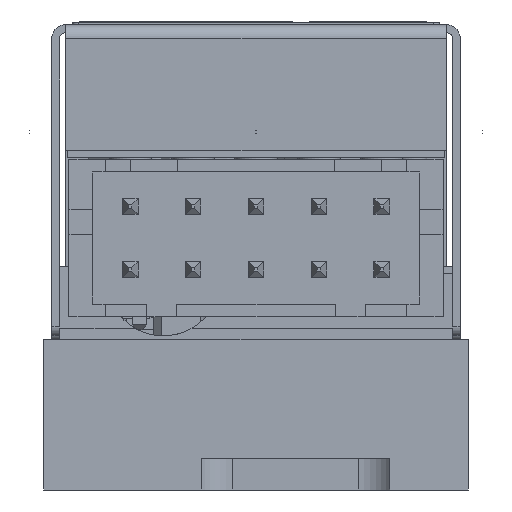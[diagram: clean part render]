
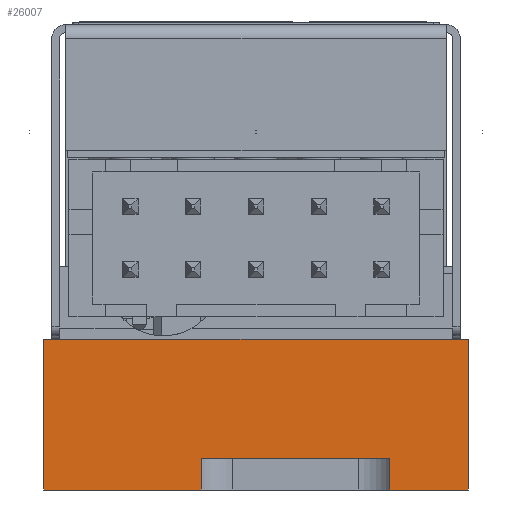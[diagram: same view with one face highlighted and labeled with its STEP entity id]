
A CAD part, front view. The second image highlights one B-rep face of the part: STEP entity #26007.
In plain terms, the highlighted planar face has unit normal (0, -1, 0).
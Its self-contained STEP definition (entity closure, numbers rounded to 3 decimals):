
#26007=ADVANCED_FACE('',(#38333),#32605,.T.);
#32605=PLANE('',#144151);
#38333=FACE_OUTER_BOUND('',#45330,.T.);
#45330=EDGE_LOOP('',(#60746,#60747,#60748,#60749,#60750,#60751,#60752,#60753));
#60746=ORIENTED_EDGE('',*,*,#101404,.F.);
#60747=ORIENTED_EDGE('',*,*,#101405,.F.);
#60748=ORIENTED_EDGE('',*,*,#101406,.T.);
#60749=ORIENTED_EDGE('',*,*,#101345,.T.);
#60750=ORIENTED_EDGE('',*,*,#101401,.T.);
#60751=ORIENTED_EDGE('',*,*,#101407,.F.);
#60752=ORIENTED_EDGE('',*,*,#101397,.F.);
#60753=ORIENTED_EDGE('',*,*,#101349,.T.);
#88243=VERTEX_POINT('',#195122);
#88244=VERTEX_POINT('',#195124);
#88247=VERTEX_POINT('',#195130);
#88248=VERTEX_POINT('',#195132);
#88288=VERTEX_POINT('',#195226);
#88292=VERTEX_POINT('',#195237);
#88294=VERTEX_POINT('',#195244);
#88295=VERTEX_POINT('',#195246);
#101345=EDGE_CURVE('',#88244,#88243,#117472,.T.);
#101349=EDGE_CURVE('',#88248,#88247,#117474,.T.);
#101397=EDGE_CURVE('',#88248,#88288,#117512,.T.);
#101401=EDGE_CURVE('',#88243,#88292,#117515,.T.);
#101404=EDGE_CURVE('',#88294,#88247,#117517,.T.);
#101405=EDGE_CURVE('',#88295,#88294,#117518,.T.);
#101406=EDGE_CURVE('',#88295,#88244,#117519,.T.);
#101407=EDGE_CURVE('',#88288,#88292,#117520,.T.);
#117472=LINE('',#195123,#131156);
#117474=LINE('',#195131,#131158);
#117512=LINE('',#195230,#131196);
#117515=LINE('',#195238,#131199);
#117517=LINE('',#195243,#131201);
#117518=LINE('',#195245,#131202);
#117519=LINE('',#195247,#131203);
#117520=LINE('',#195248,#131204);
#131156=VECTOR('',#161141,1.);
#131158=VECTOR('',#161147,1.);
#131196=VECTOR('',#161223,1.);
#131199=VECTOR('',#161230,1.);
#131201=VECTOR('',#161236,1.);
#131202=VECTOR('',#161237,1.);
#131203=VECTOR('',#161238,1.);
#131204=VECTOR('',#161239,1.);
#144151=AXIS2_PLACEMENT_3D('',#195249,#161240,#161241);
#161141=DIRECTION('',(1.,0.,0.));
#161147=DIRECTION('',(1.,0.,0.));
#161223=DIRECTION('',(0.,0.,1.));
#161230=DIRECTION('',(0.,0.,1.));
#161236=DIRECTION('',(0.,0.,-1.));
#161237=DIRECTION('',(-1.,0.,0.));
#161238=DIRECTION('',(0.,0.,-1.));
#161239=DIRECTION('',(1.,0.,0.));
#161240=DIRECTION('',(0.,-1.,0.));
#161241=DIRECTION('',(0.,0.,-1.));
#195122=CARTESIAN_POINT('',(13.5,0.,0.));
#195123=CARTESIAN_POINT('',(6.75,0.,0.));
#195124=CARTESIAN_POINT('',(11.,0.,0.));
#195130=CARTESIAN_POINT('',(5.,0.,0.));
#195131=CARTESIAN_POINT('',(6.75,0.,0.));
#195132=CARTESIAN_POINT('',(0.,0.,0.));
#195226=CARTESIAN_POINT('',(0.,0.,4.8));
#195230=CARTESIAN_POINT('',(0.,0.,0.));
#195237=CARTESIAN_POINT('',(13.5,0.,4.8));
#195238=CARTESIAN_POINT('',(13.5,0.,0.));
#195243=CARTESIAN_POINT('',(5.,0.,1.));
#195244=CARTESIAN_POINT('',(5.,0.,1.));
#195245=CARTESIAN_POINT('',(11.,0.,1.));
#195246=CARTESIAN_POINT('',(11.,0.,1.));
#195247=CARTESIAN_POINT('',(11.,0.,1.));
#195248=CARTESIAN_POINT('',(0.,0.,4.8));
#195249=CARTESIAN_POINT('',(6.75,0.,0.));
